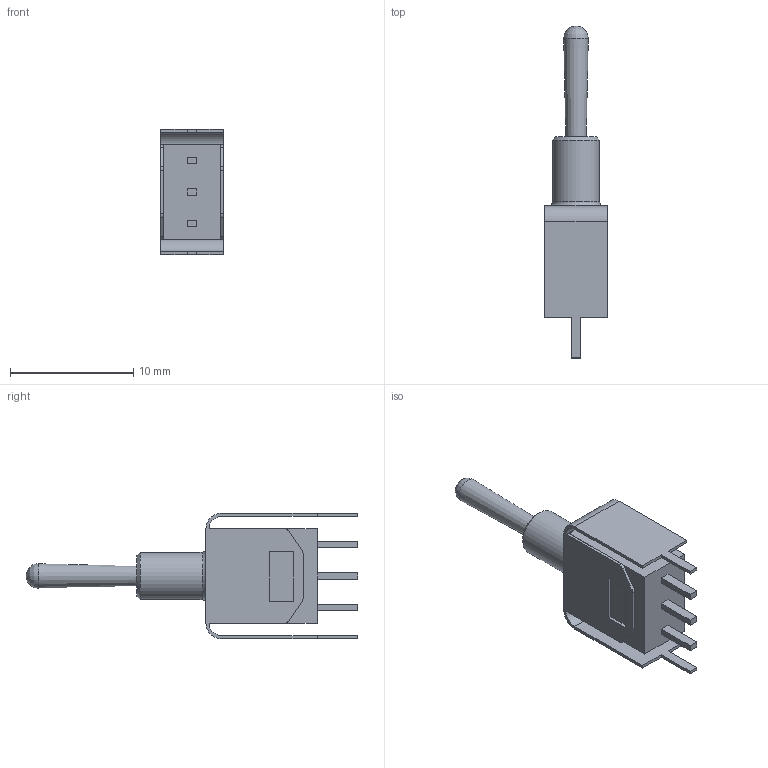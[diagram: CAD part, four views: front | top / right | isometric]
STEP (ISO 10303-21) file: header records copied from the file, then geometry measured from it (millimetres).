
FILE_DESCRIPTION(/* description */ (''),/* implementation_level */ '2;1');
FILE_NAME(/* name */ '2MS1-T1-B4-VS2-Q-E-S.step',/* time_stamp */ '2024-04-28T18:06:31+09:00',/* author */ (''),/* organization */ (''),/* preprocessor_version */ 'ST-DEVELOPER v20',/* originating_system */ 'Autodesk Translation Framework v12.20.1.177',/* authorisation */ '');
FILE_SCHEMA (('AUTOMOTIVE_DESIGN { 1 0 10303 214 3 1 1 }'));
Length unit declared in the file: millimetre
Products named in the file (1): Toggle Switch
Bounding box: 5.08 x 26.9 x 10.16 mm (x, y, z)
Volume: 454.9 mm3; surface area: 694.2 mm2
Topology: 1 solids, 1 shells, 81 faces, 216 edges, 141 vertices
Faces by surface type: plane 62, cylinder 15, cone 2, torus 1, bspline 1
Full cylindrical faces by diameter (mm): 3.81 x1
Entity records: 2603 total; most frequent: CARTESIAN_POINT 483, ORIENTED_EDGE 432, DIRECTION 421, EDGE_CURVE 216, LINE 173, VECTOR 173, VERTEX_POINT 141, AXIS2_PLACEMENT_3D 124
